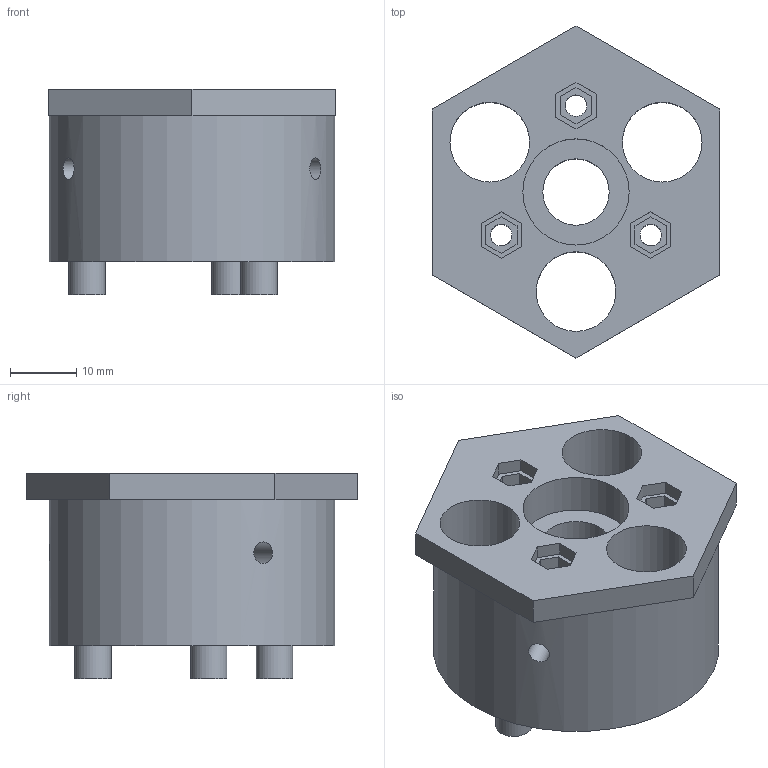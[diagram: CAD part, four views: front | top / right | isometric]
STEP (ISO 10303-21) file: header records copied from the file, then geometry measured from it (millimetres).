
FILE_DESCRIPTION(('FreeCAD Model'),'2;1');
FILE_NAME('Open CASCADE Shape Model','2024-11-08T21:11:38',(''),(''), 'Open CASCADE STEP processor 7.7','FreeCAD','Unknown');
FILE_SCHEMA(('AUTOMOTIVE_DESIGN { 1 0 10303 214 1 1 1 1 }'));
Length unit declared in the file: millimetre
Products named in the file (1): Top
Bounding box: 43.3 x 50 x 31 mm (x, y, z)
Volume: 26133.4 mm3; surface area: 11154.9 mm2
Topology: 1 solids, 1 shells, 80 faces, 200 edges, 133 vertices
Faces by surface type: plane 61, cylinder 19
Full cylindrical faces by diameter (mm): 3.25 x6, 5.5 x3, 10 x1, 12 x3, 16 x1, 43 x1
Entity records: 3159 total; most frequent: CARTESIAN_POINT 1154, ORIENTED_EDGE 400, DIRECTION 389, EDGE_CURVE 200, LINE 149, VECTOR 149, VERTEX_POINT 133, AXIS2_PLACEMENT_3D 120
